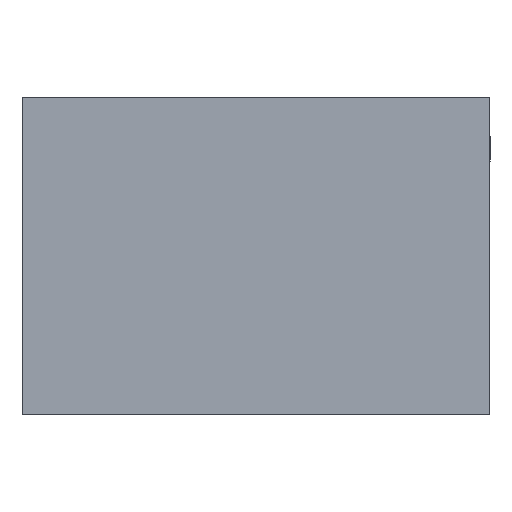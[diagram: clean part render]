
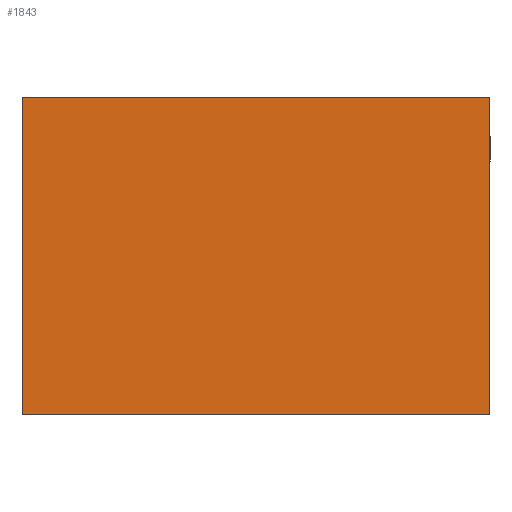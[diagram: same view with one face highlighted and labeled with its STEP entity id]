
A CAD part, left-side view. The second image highlights one B-rep face of the part: STEP entity #1843.
In plain terms, the highlighted planar face has unit normal (-1, 0, 0).
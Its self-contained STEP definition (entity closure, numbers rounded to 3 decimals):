
#199=FACE_OUTER_BOUND('',#327,.T.);
#327=EDGE_LOOP('',(#1562,#1563,#1564,#1565));
#419=LINE('',#2681,#624);
#527=LINE('',#2931,#732);
#529=LINE('',#2934,#734);
#530=LINE('',#2936,#735);
#624=VECTOR('',#2171,10.);
#732=VECTOR('',#2405,10.);
#734=VECTOR('',#2409,10.);
#735=VECTOR('',#2412,10.);
#820=VERTEX_POINT('',#2678);
#821=VERTEX_POINT('',#2680);
#899=VERTEX_POINT('',#2928);
#900=VERTEX_POINT('',#2930);
#1003=EDGE_CURVE('',#820,#821,#419,.T.);
#1125=EDGE_CURVE('',#900,#899,#527,.T.);
#1127=EDGE_CURVE('',#900,#820,#529,.T.);
#1128=EDGE_CURVE('',#899,#821,#530,.T.);
#1562=ORIENTED_EDGE('',*,*,#1128,.T.);
#1563=ORIENTED_EDGE('',*,*,#1003,.F.);
#1564=ORIENTED_EDGE('',*,*,#1127,.F.);
#1565=ORIENTED_EDGE('',*,*,#1125,.T.);
#1745=PLANE('',#1991);
#1843=ADVANCED_FACE('',(#199),#1745,.T.);
#1991=AXIS2_PLACEMENT_3D('',#2937,#2413,#2414);
#2171=DIRECTION('',(0.,1.,0.));
#2405=DIRECTION('',(0.,1.,0.));
#2409=DIRECTION('',(0.,0.,-1.));
#2412=DIRECTION('',(0.,0.,-1.));
#2413=DIRECTION('center_axis',(-1.,0.,0.));
#2414=DIRECTION('ref_axis',(0.,0.,1.));
#2678=CARTESIAN_POINT('',(-10.,0.,-23.35));
#2680=CARTESIAN_POINT('',(-10.,60.,-23.35));
#2681=CARTESIAN_POINT('',(-10.,60.,-23.35));
#2928=CARTESIAN_POINT('',(-10.,60.,17.4));
#2930=CARTESIAN_POINT('',(-10.,0.,17.4));
#2931=CARTESIAN_POINT('',(-10.,0.,17.4));
#2934=CARTESIAN_POINT('',(-10.,0.,-18.1));
#2936=CARTESIAN_POINT('',(-10.,60.,0.));
#2937=CARTESIAN_POINT('Origin',(-10.,30.,-0.35));
